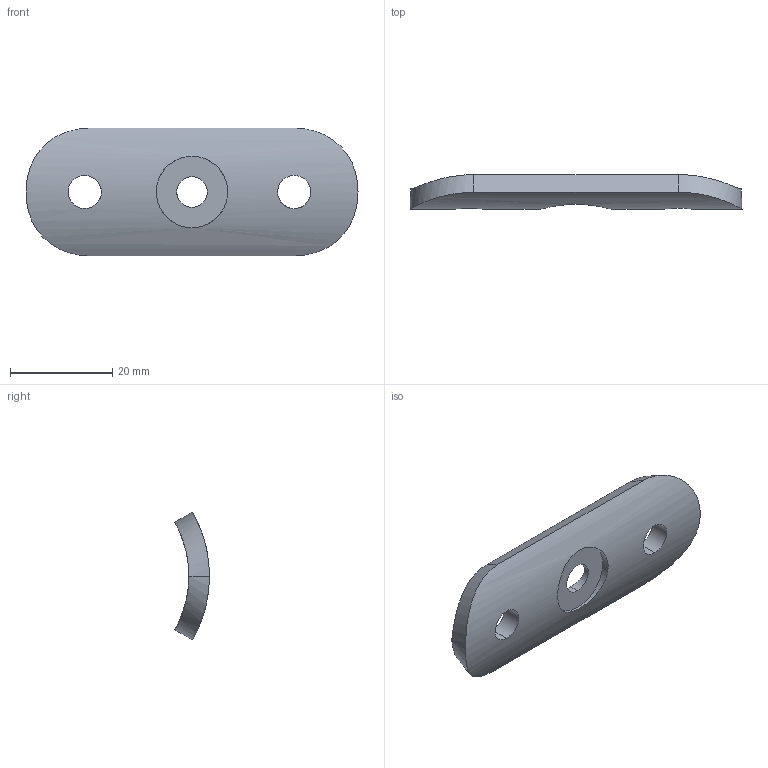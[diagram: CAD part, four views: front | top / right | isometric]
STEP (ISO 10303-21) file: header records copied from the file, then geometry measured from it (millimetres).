
FILE_DESCRIPTION (( 'STEP AP203' ), '1' );
FILE_NAME ('3D_GC2172_42.4_188851420.STEP', '2024-11-12T10:14:03', ( '' ), ( '' ), 'SwSTEP 2.0', 'SolidWorks 2023', '' );
FILE_SCHEMA (( 'CONFIG_CONTROL_DESIGN' ));
Length unit declared in the file: millimetre
Products named in the file (1): 3D_GC2172_42.4_188851420
Bounding box: 65 x 6.79 x 25 mm (x, y, z)
Volume: 5149.4 mm3; surface area: 3541.3 mm2
Topology: 1 solids, 1 shells, 19 faces, 47 edges, 31 vertices
Faces by surface type: cylinder 14, plane 3, bspline 2
Entity records: 2353 total; most frequent: CARTESIAN_POINT 1867, ORIENTED_EDGE 94, DIRECTION 60, EDGE_CURVE 47, VERTEX_POINT 31, EDGE_LOOP 26, B_SPLINE_CURVE_WITH_KNOTS 25, AXIS2_PLACEMENT_3D 22
